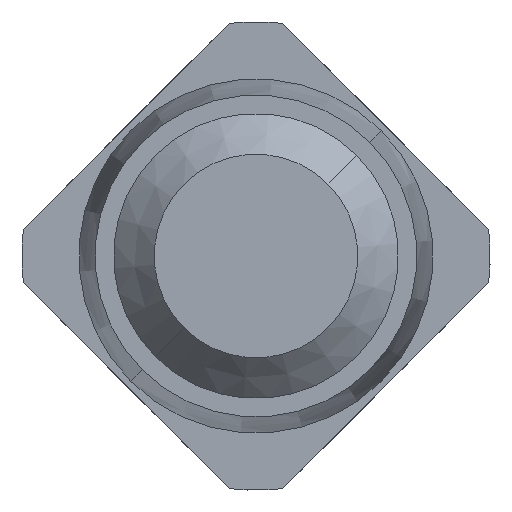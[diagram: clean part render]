
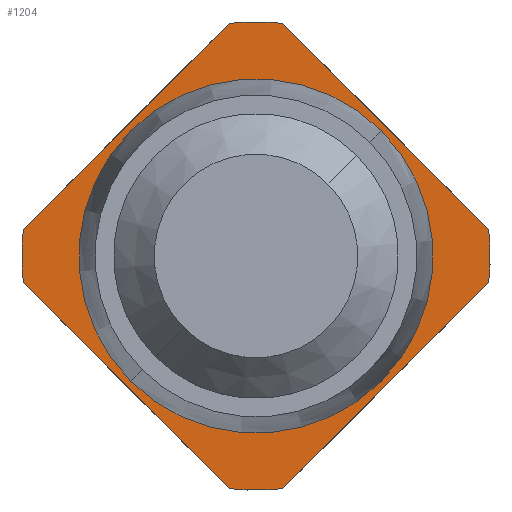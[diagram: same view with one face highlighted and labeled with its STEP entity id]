
A CAD part, front view. The second image highlights one B-rep face of the part: STEP entity #1204.
In plain terms, the highlighted planar face has unit normal (0, -1, 0).
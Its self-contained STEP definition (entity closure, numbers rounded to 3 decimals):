
#21 = DIRECTION ( 'NONE',  ( 0.707, 0., -0.707 ) ) ;
#32 = DIRECTION ( 'NONE',  ( 0.707, 0., 0.707 ) ) ;
#66 = DIRECTION ( 'NONE',  ( 0.707, 0., 0.707 ) ) ;
#236 = DIRECTION ( 'NONE',  ( 0.707, 0., 0.707 ) ) ;
#308 = DIRECTION ( 'NONE',  ( 0., -1., 0. ) ) ;
#317 = FACE_BOUND ( 'NONE', #3476, .T. ) ;
#323 = CARTESIAN_POINT ( 'NONE',  ( 0.308, 37.5, 0.308 ) ) ;
#403 = EDGE_CURVE ( 'NONE', #1156, #1507, #2467, .T. ) ;
#510 = CIRCLE ( 'NONE', #3189, 0.435 ) ;
#520 = ORIENTED_EDGE ( 'NONE', *, *, #1877, .T. ) ;
#522 = ORIENTED_EDGE ( 'NONE', *, *, #1568, .T. ) ;
#542 = CARTESIAN_POINT ( 'NONE',  ( -0.407, 37.5, 0.407 ) ) ;
#609 = ORIENTED_EDGE ( 'NONE', *, *, #1764, .T. ) ;
#666 = ORIENTED_EDGE ( 'NONE', *, *, #827, .F. ) ;
#735 = AXIS2_PLACEMENT_3D ( 'NONE', #1603, #1295, #2413 ) ;
#750 = AXIS2_PLACEMENT_3D ( 'NONE', #542, #1163, #874 ) ;
#827 = EDGE_CURVE ( 'NONE', #1975, #2498, #510, .T. ) ;
#874 = DIRECTION ( 'NONE',  ( 0.707, 0., 0.707 ) ) ;
#879 = EDGE_CURVE ( 'NONE', #3407, #1156, #2964, .T. ) ;
#902 = CARTESIAN_POINT ( 'NONE',  ( 0., 37.5, 0. ) ) ;
#927 = ORIENTED_EDGE ( 'NONE', *, *, #2234, .T. ) ;
#1041 = EDGE_CURVE ( 'NONE', #2498, #1975, #2670, .T. ) ;
#1059 = CARTESIAN_POINT ( 'NONE',  ( -0.088, 37.5, 0.725 ) ) ;
#1098 = DIRECTION ( 'NONE',  ( -0.707, 0., -0.707 ) ) ;
#1113 = CARTESIAN_POINT ( 'NONE',  ( -0.318, 37.5, 0.318 ) ) ;
#1117 = VERTEX_POINT ( 'NONE', #3504 ) ;
#1156 = VERTEX_POINT ( 'NONE', #1861 ) ;
#1163 = DIRECTION ( 'NONE',  ( 0., -1., 0. ) ) ;
#1204 = ADVANCED_FACE ( 'Defeature ausgef�hrt1_2', ( #317, #1654 ), #1967, .T. ) ;
#1208 = CIRCLE ( 'NONE', #3010, 0.575 ) ;
#1262 = CARTESIAN_POINT ( 'NONE',  ( 0.571, 37.5, 0.065 ) ) ;
#1295 = DIRECTION ( 'NONE',  ( 0., -1., 0. ) ) ;
#1314 = CIRCLE ( 'NONE', #2147, 0.575 ) ;
#1340 = CARTESIAN_POINT ( 'NONE',  ( 0.065, 37.5, 0.571 ) ) ;
#1389 = DIRECTION ( 'NONE',  ( 0., -1., 0. ) ) ;
#1409 = DIRECTION ( 'NONE',  ( 0.707, 0., 0.707 ) ) ;
#1419 = CARTESIAN_POINT ( 'NONE',  ( 0.571, 37.5, -0.065 ) ) ;
#1438 = VECTOR ( 'NONE', #1098, 1000. ) ;
#1507 = VERTEX_POINT ( 'NONE', #1686 ) ;
#1512 = CARTESIAN_POINT ( 'NONE',  ( -0.308, 37.5, -0.308 ) ) ;
#1550 = CIRCLE ( 'NONE', #735, 0.575 ) ;
#1568 = EDGE_CURVE ( 'NONE', #1507, #1579, #1208, .T. ) ;
#1579 = VERTEX_POINT ( 'NONE', #2523 ) ;
#1603 = CARTESIAN_POINT ( 'NONE',  ( 0., 37.5, 0. ) ) ;
#1628 = CARTESIAN_POINT ( 'NONE',  ( 0.318, 37.5, -0.318 ) ) ;
#1654 = FACE_OUTER_BOUND ( 'NONE', #3442, .T. ) ;
#1686 = CARTESIAN_POINT ( 'NONE',  ( -0.571, 37.5, 0.065 ) ) ;
#1688 = VERTEX_POINT ( 'NONE', #3471 ) ;
#1734 = LINE ( 'NONE', #2812, #2774 ) ;
#1754 = VERTEX_POINT ( 'NONE', #1262 ) ;
#1764 = EDGE_CURVE ( 'NONE', #2333, #1754, #1314, .T. ) ;
#1851 = AXIS2_PLACEMENT_3D ( 'NONE', #1943, #2752, #1912 ) ;
#1861 = CARTESIAN_POINT ( 'NONE',  ( -0.065, 37.5, 0.571 ) ) ;
#1877 = EDGE_CURVE ( 'NONE', #1117, #2333, #2453, .T. ) ;
#1912 = DIRECTION ( 'NONE',  ( 0.707, 0., 0.707 ) ) ;
#1922 = EDGE_CURVE ( 'NONE', #1579, #1688, #1734, .T. ) ;
#1943 = CARTESIAN_POINT ( 'NONE',  ( 0., 37.5, 0. ) ) ;
#1967 = PLANE ( 'NONE',  #750 ) ;
#1975 = VERTEX_POINT ( 'NONE', #323 ) ;
#2147 = AXIS2_PLACEMENT_3D ( 'NONE', #2691, #1389, #3327 ) ;
#2170 = DIRECTION ( 'NONE',  ( -0.707, 0., 0.707 ) ) ;
#2234 = EDGE_CURVE ( 'NONE', #1688, #1117, #1550, .T. ) ;
#2333 = VERTEX_POINT ( 'NONE', #1419 ) ;
#2413 = DIRECTION ( 'NONE',  ( 0.707, 0., 0.707 ) ) ;
#2453 = LINE ( 'NONE', #1628, #2951 ) ;
#2467 = LINE ( 'NONE', #1113, #1438 ) ;
#2498 = VERTEX_POINT ( 'NONE', #1512 ) ;
#2523 = CARTESIAN_POINT ( 'NONE',  ( -0.571, 37.5, -0.065 ) ) ;
#2529 = DIRECTION ( 'NONE',  ( 0., -1., 0. ) ) ;
#2567 = DIRECTION ( 'NONE',  ( 0., -1., 0. ) ) ;
#2582 = CARTESIAN_POINT ( 'NONE',  ( 0., 37.5, 0. ) ) ;
#2592 = ORIENTED_EDGE ( 'NONE', *, *, #403, .T. ) ;
#2616 = ORIENTED_EDGE ( 'NONE', *, *, #1922, .T. ) ;
#2670 = CIRCLE ( 'NONE', #1851, 0.435 ) ;
#2681 = EDGE_CURVE ( 'NONE', #1754, #3407, #3563, .T. ) ;
#2691 = CARTESIAN_POINT ( 'NONE',  ( 0., 37.5, 0. ) ) ;
#2752 = DIRECTION ( 'NONE',  ( 0., -1., 0. ) ) ;
#2774 = VECTOR ( 'NONE', #21, 1000. ) ;
#2781 = ORIENTED_EDGE ( 'NONE', *, *, #2681, .T. ) ;
#2812 = CARTESIAN_POINT ( 'NONE',  ( -0.725, 37.5, 0.088 ) ) ;
#2858 = CARTESIAN_POINT ( 'NONE',  ( 0., 37.5, 0. ) ) ;
#2951 = VECTOR ( 'NONE', #236, 1000. ) ;
#2964 = CIRCLE ( 'NONE', #3313, 0.575 ) ;
#3010 = AXIS2_PLACEMENT_3D ( 'NONE', #902, #308, #1409 ) ;
#3151 = ORIENTED_EDGE ( 'NONE', *, *, #879, .T. ) ;
#3189 = AXIS2_PLACEMENT_3D ( 'NONE', #2582, #2529, #32 ) ;
#3305 = VECTOR ( 'NONE', #2170, 1000. ) ;
#3313 = AXIS2_PLACEMENT_3D ( 'NONE', #2858, #2567, #66 ) ;
#3327 = DIRECTION ( 'NONE',  ( 0.707, 0., 0.707 ) ) ;
#3407 = VERTEX_POINT ( 'NONE', #1340 ) ;
#3442 = EDGE_LOOP ( 'NONE', ( #3151, #2592, #522, #2616, #927, #520, #609, #2781 ) ) ;
#3461 = ORIENTED_EDGE ( 'NONE', *, *, #1041, .F. ) ;
#3471 = CARTESIAN_POINT ( 'NONE',  ( -0.065, 37.5, -0.571 ) ) ;
#3476 = EDGE_LOOP ( 'NONE', ( #3461, #666 ) ) ;
#3504 = CARTESIAN_POINT ( 'NONE',  ( 0.065, 37.5, -0.571 ) ) ;
#3563 = LINE ( 'NONE', #1059, #3305 ) ;
